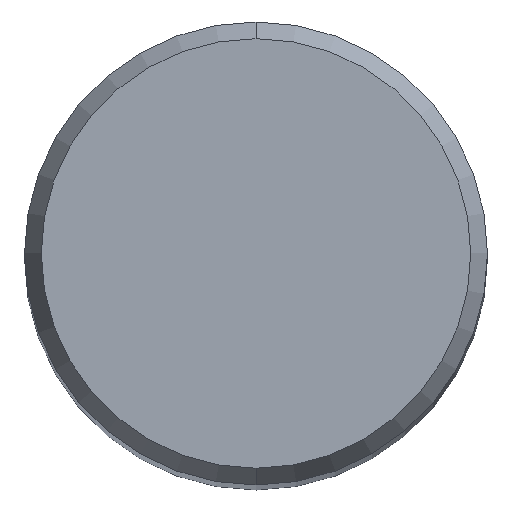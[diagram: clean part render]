
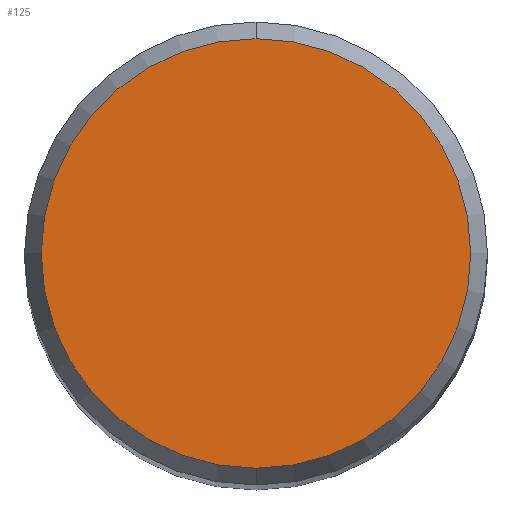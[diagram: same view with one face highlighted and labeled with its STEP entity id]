
A CAD part, top view. The second image highlights one B-rep face of the part: STEP entity #125.
In plain terms, the highlighted planar face has unit normal (0, 0, 1).
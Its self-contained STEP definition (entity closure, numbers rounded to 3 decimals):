
#125=ADVANCED_FACE('',(#278),#279,.T.);
#167=EDGE_CURVE('',#203,#223,#323,.T.);
#185=EDGE_CURVE('',#223,#203,#344,.T.);
#203=VERTEX_POINT('',#365);
#223=VERTEX_POINT('',#389);
#278=FACE_OUTER_BOUND('',#452,.T.);
#279=PLANE('',#453);
#323=CIRCLE('',#517,2.946);
#344=CIRCLE('',#542,2.946);
#365=CARTESIAN_POINT('',(0.,-2.946,0.0));
#389=CARTESIAN_POINT('',(0.0,2.946,0.0));
#452=EDGE_LOOP('',(#634,#635));
#453=AXIS2_PLACEMENT_3D('',#636,#637,#638);
#517=AXIS2_PLACEMENT_3D('',#684,#685,#686);
#542=AXIS2_PLACEMENT_3D('',#714,#715,#716);
#634=ORIENTED_EDGE('',*,*,#185,.F.);
#635=ORIENTED_EDGE('',*,*,#167,.F.);
#636=CARTESIAN_POINT('',(0.0,1.473,0.0));
#637=DIRECTION('',(-0.0,0.0,1.0));
#638=DIRECTION('',(0.0,-1.0,0.0));
#684=CARTESIAN_POINT('',(0.0,0.0,0.0));
#685=DIRECTION('',(0.0,0.0,-1.0));
#686=DIRECTION('',(0.0,1.0,0.0));
#714=CARTESIAN_POINT('',(0.0,0.0,0.0));
#715=DIRECTION('',(0.0,0.0,-1.0));
#716=DIRECTION('',(0.0,1.0,0.0));
